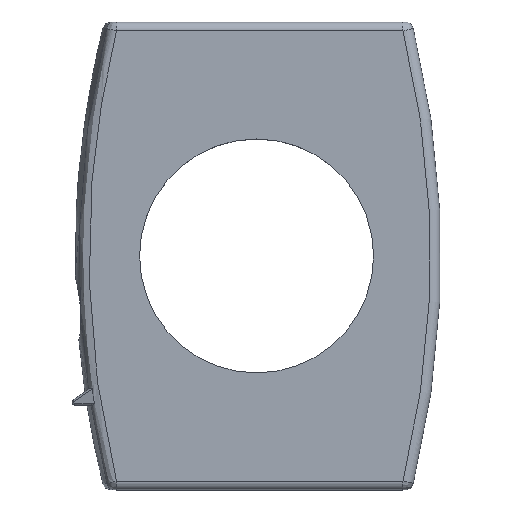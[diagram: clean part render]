
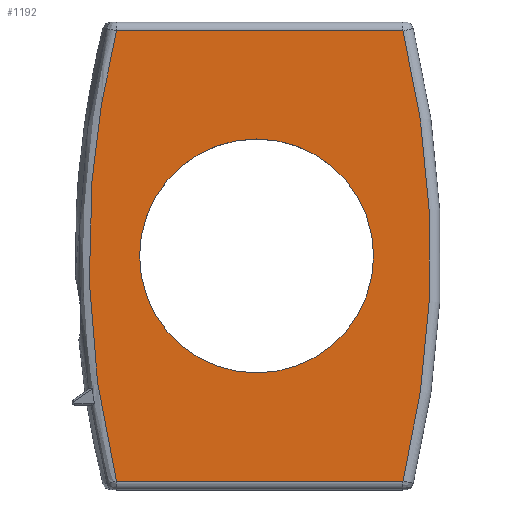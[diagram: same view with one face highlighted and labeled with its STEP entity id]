
A CAD part, top view. The second image highlights one B-rep face of the part: STEP entity #1192.
In plain terms, the highlighted planar face has unit normal (0, 0, 1).
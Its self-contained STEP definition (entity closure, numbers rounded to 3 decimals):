
#553=CARTESIAN_POINT('',(25.02,-38.5,4.85));
#554=VERTEX_POINT('',#553);
#562=CARTESIAN_POINT('',(-23.938,-38.5,4.85));
#563=VERTEX_POINT('',#562);
#564=CARTESIAN_POINT('',(25.02,-38.5,4.85));
#565=DIRECTION('',(-1.0,0.0,0.0));
#566=VECTOR('',#565,48.958);
#567=LINE('',#564,#566);
#568=EDGE_CURVE('',#554,#563,#567,.T.);
#1104=CARTESIAN_POINT('',(-23.938,38.5,4.85));
#1105=VERTEX_POINT('',#1104);
#1106=CARTESIAN_POINT('',(-23.938,-38.5,4.85));
#1107=CARTESIAN_POINT('',(-26.611,-27.742,4.85));
#1108=CARTESIAN_POINT('',(-29.202,-9.248,4.85));
#1109=CARTESIAN_POINT('',(-28.294,16.658,4.85));
#1110=CARTESIAN_POINT('',(-25.72,31.329,4.85));
#1111=CARTESIAN_POINT('',(-23.938,38.5,4.85));
#1112=B_SPLINE_CURVE_WITH_KNOTS('',3,(#1106,#1107,#1108,#1109,#1110,#1111),.UNSPECIFIED.,.F.,.U.,(4,1,1,4),(0.139,3.462,5.678,7.894),.UNSPECIFIED.);
#1113=EDGE_CURVE('',#563,#1105,#1112,.T.);
#1157=CARTESIAN_POINT('',(0.0,0.,4.85));
#1158=DIRECTION('',(0.0,0.0,1.0));
#1159=DIRECTION('',(1.0,0.0,0.0));
#1160=AXIS2_PLACEMENT_3D('',#1157,#1158,#1159);
#1161=PLANE('',#1160);
#1162=ORIENTED_EDGE('',*,*,#568,.F.);
#1163=CARTESIAN_POINT('',(25.02,38.5,4.85));
#1164=VERTEX_POINT('',#1163);
#1165=CARTESIAN_POINT('',(-131.0,0.0,4.85));
#1166=DIRECTION('',(0.0,0.0,-1.0));
#1167=DIRECTION('',(1.0,0.0,0.0));
#1168=AXIS2_PLACEMENT_3D('',#1165,#1166,#1167);
#1169=CIRCLE('',#1168,160.7);
#1170=EDGE_CURVE('',#1164,#554,#1169,.T.);
#1171=ORIENTED_EDGE('',*,*,#1170,.F.);
#1172=CARTESIAN_POINT('',(-23.938,38.5,4.85));
#1173=DIRECTION('',(1.0,0.0,0.0));
#1174=VECTOR('',#1173,48.958);
#1175=LINE('',#1172,#1174);
#1176=EDGE_CURVE('',#1105,#1164,#1175,.T.);
#1177=ORIENTED_EDGE('',*,*,#1176,.F.);
#1178=ORIENTED_EDGE('',*,*,#1113,.F.);
#1179=EDGE_LOOP('',(#1162,#1171,#1177,#1178));
#1180=FACE_OUTER_BOUND('',#1179,.T.);
#1181=CARTESIAN_POINT('',(20.0,0.,4.85));
#1182=VERTEX_POINT('',#1181);
#1183=CARTESIAN_POINT('',(0.0,0.0,4.85));
#1184=DIRECTION('',(0.0,0.0,-1.0));
#1185=DIRECTION('',(-1.0,0.0,0.0));
#1186=AXIS2_PLACEMENT_3D('',#1183,#1184,#1185);
#1187=CIRCLE('',#1186,20.0);
#1188=EDGE_CURVE('',#1182,#1182,#1187,.T.);
#1189=ORIENTED_EDGE('',*,*,#1188,.T.);
#1190=EDGE_LOOP('',(#1189));
#1191=FACE_BOUND('',#1190,.T.);
#1192=ADVANCED_FACE('',(#1180,#1191),#1161,.T.);
